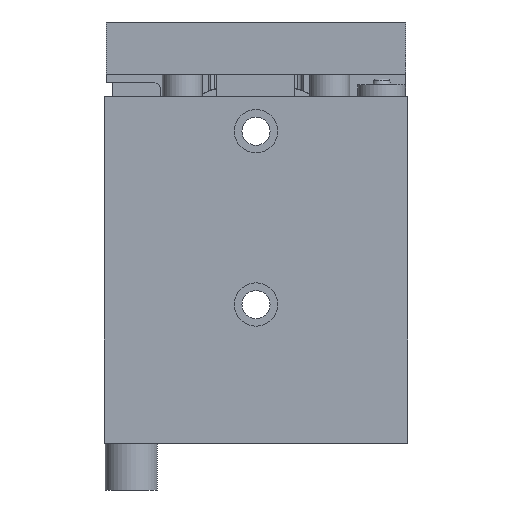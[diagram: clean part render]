
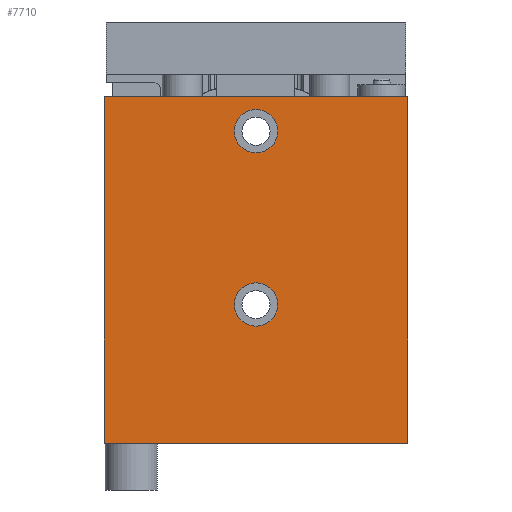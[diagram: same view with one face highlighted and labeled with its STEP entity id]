
A CAD part, front view. The second image highlights one B-rep face of the part: STEP entity #7710.
In plain terms, the highlighted planar face has unit normal (0, -1, 0).
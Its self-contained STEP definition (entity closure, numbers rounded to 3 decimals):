
#337=CIRCLE('',#8192,2.5);
#338=CIRCLE('',#8193,2.5);
#858=ORIENTED_EDGE('',*,*,#2687,.F.);
#859=ORIENTED_EDGE('',*,*,#2688,.F.);
#860=ORIENTED_EDGE('',*,*,#2657,.F.);
#861=ORIENTED_EDGE('',*,*,#2686,.F.);
#862=ORIENTED_EDGE('',*,*,#2604,.T.);
#863=ORIENTED_EDGE('',*,*,#2689,.T.);
#2604=EDGE_CURVE('',#3523,#3522,#4182,.T.);
#2657=EDGE_CURVE('',#3574,#3575,#4204,.T.);
#2686=EDGE_CURVE('',#3523,#3574,#4227,.T.);
#2687=EDGE_CURVE('',#3596,#3596,#337,.T.);
#2688=EDGE_CURVE('',#3597,#3597,#338,.T.);
#2689=EDGE_CURVE('',#3522,#3575,#4228,.T.);
#3522=VERTEX_POINT('',#11266);
#3523=VERTEX_POINT('',#11268);
#3574=VERTEX_POINT('',#11372);
#3575=VERTEX_POINT('',#11374);
#3596=VERTEX_POINT('',#11439);
#3597=VERTEX_POINT('',#11441);
#4182=LINE('',#11267,#4657);
#4204=LINE('',#11373,#4679);
#4227=LINE('',#11436,#4702);
#4228=LINE('',#11442,#4703);
#4657=VECTOR('',#9046,1000.);
#4679=VECTOR('',#9132,1000.);
#4702=VECTOR('',#9177,1000.);
#4703=VECTOR('',#9184,1000.);
#5123=EDGE_LOOP('',(#858));
#5124=EDGE_LOOP('',(#859));
#5125=EDGE_LOOP('',(#860,#861,#862,#863));
#5716=FACE_BOUND('',#5123,.T.);
#5717=FACE_BOUND('',#5124,.T.);
#5718=FACE_BOUND('',#5125,.T.);
#6304=PLANE('',#8191);
#7710=ADVANCED_FACE('',(#5716,#5717,#5718),#6304,.T.);
#8191=AXIS2_PLACEMENT_3D('',#11437,#9178,#9179);
#8192=AXIS2_PLACEMENT_3D('',#11438,#9180,#9181);
#8193=AXIS2_PLACEMENT_3D('',#11440,#9182,#9183);
#9046=DIRECTION('',(1.,0.,0.));
#9132=DIRECTION('',(1.,0.,0.));
#9177=DIRECTION('',(0.,0.,1.));
#9178=DIRECTION('',(0.,-1.,0.));
#9179=DIRECTION('',(0.,0.,-1.));
#9180=DIRECTION('',(0.,-1.,0.));
#9181=DIRECTION('',(0.,0.,-1.));
#9182=DIRECTION('',(0.,-1.,0.));
#9183=DIRECTION('',(0.,0.,-1.));
#9184=DIRECTION('',(0.,0.,1.));
#11266=CARTESIAN_POINT('',(17.5,0.,-40.));
#11267=CARTESIAN_POINT('',(-17.5,0.,-40.));
#11268=CARTESIAN_POINT('',(-17.5,0.,-40.));
#11372=CARTESIAN_POINT('',(-17.5,0.,0.));
#11373=CARTESIAN_POINT('',(-17.5,0.,0.));
#11374=CARTESIAN_POINT('',(17.5,0.,0.));
#11436=CARTESIAN_POINT('',(-17.5,0.,-40.));
#11437=CARTESIAN_POINT('',(-17.5,0.,-40.));
#11438=CARTESIAN_POINT('',(0.,0.,-24.));
#11439=CARTESIAN_POINT('',(0.,0.,-26.5));
#11440=CARTESIAN_POINT('',(0.,0.,-4.));
#11441=CARTESIAN_POINT('',(0.,0.,-6.5));
#11442=CARTESIAN_POINT('',(17.5,0.,-40.));
